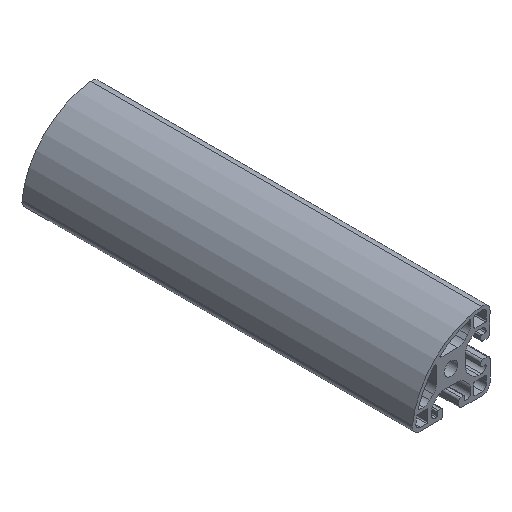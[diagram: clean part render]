
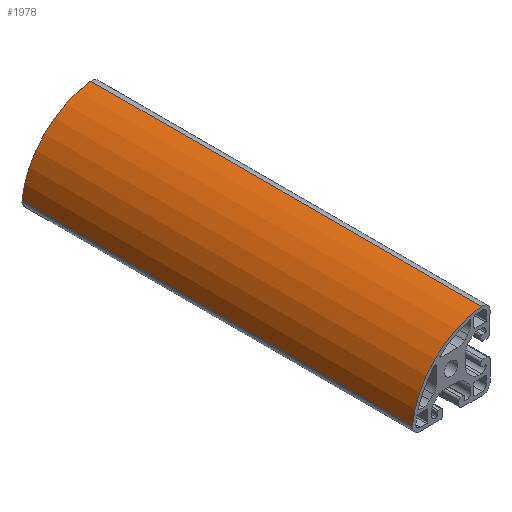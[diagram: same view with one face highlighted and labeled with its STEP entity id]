
A CAD part, isometric view. The second image highlights one B-rep face of the part: STEP entity #1978.
In plain terms, the highlighted cylindrical face has radius 40 mm (diameter 80 mm), a partial arc.
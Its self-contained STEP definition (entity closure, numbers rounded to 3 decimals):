
#110=CIRCLE('',#2164,40.);
#111=CIRCLE('',#2165,40.);
#183=CYLINDRICAL_SURFACE('',#2163,40.);
#269=FACE_OUTER_BOUND('',#371,.T.);
#371=EDGE_LOOP('',(#1550,#1551,#1552,#1553));
#510=LINE('',#3151,#692);
#542=LINE('',#3267,#724);
#692=VECTOR('',#2532,200.);
#724=VECTOR('',#2664,200.);
#886=VERTEX_POINT('',#3148);
#887=VERTEX_POINT('',#3150);
#920=VERTEX_POINT('',#3264);
#921=VERTEX_POINT('',#3266);
#1127=EDGE_CURVE('',#886,#887,#510,.T.);
#1186=EDGE_CURVE('',#886,#920,#110,.T.);
#1187=EDGE_CURVE('',#920,#921,#542,.T.);
#1188=EDGE_CURVE('',#887,#921,#111,.T.);
#1550=ORIENTED_EDGE('',*,*,#1186,.T.);
#1551=ORIENTED_EDGE('',*,*,#1187,.T.);
#1552=ORIENTED_EDGE('',*,*,#1188,.F.);
#1553=ORIENTED_EDGE('',*,*,#1127,.F.);
#1978=ADVANCED_FACE('',(#269),#183,.T.);
#2163=AXIS2_PLACEMENT_3D('',#3263,#2660,#2661);
#2164=AXIS2_PLACEMENT_3D('',#3265,#2662,#2663);
#2165=AXIS2_PLACEMENT_3D('',#3268,#2665,#2666);
#2532=DIRECTION('',(0.,-1.,0.));
#2660=DIRECTION('center_axis',(0.,1.,0.));
#2661=DIRECTION('ref_axis',(0.994,0.,-0.111));
#2662=DIRECTION('center_axis',(0.,-1.,0.));
#2663=DIRECTION('ref_axis',(0.994,0.,-0.111));
#2664=DIRECTION('',(0.,-1.,0.));
#2665=DIRECTION('center_axis',(0.,-1.,0.));
#2666=DIRECTION('ref_axis',(0.994,0.,-0.111));
#3148=CARTESIAN_POINT('',(15.444,200.,19.864));
#3150=CARTESIAN_POINT('',(15.444,0.,19.864));
#3151=CARTESIAN_POINT('',(15.444,0.,19.864));
#3263=CARTESIAN_POINT('Origin',(19.889,0.,-19.889));
#3264=CARTESIAN_POINT('',(-19.864,200.,-15.444));
#3265=CARTESIAN_POINT('Origin',(19.889,200.,-19.889));
#3266=CARTESIAN_POINT('',(-19.864,0.,-15.444));
#3267=CARTESIAN_POINT('',(-19.864,0.,-15.444));
#3268=CARTESIAN_POINT('Origin',(19.889,0.,-19.889));
